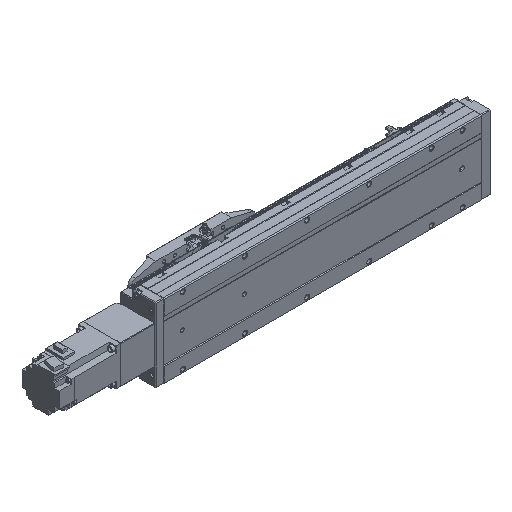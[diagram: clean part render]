
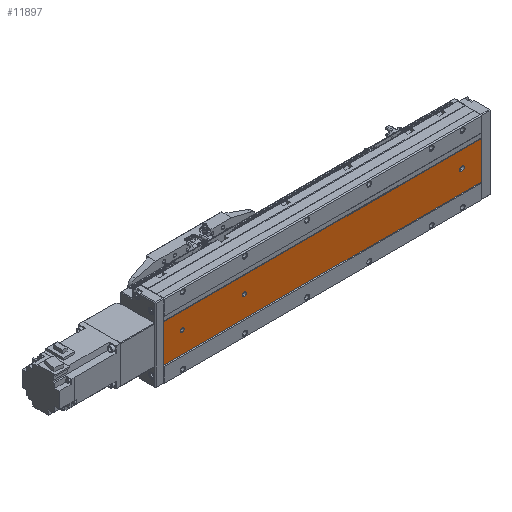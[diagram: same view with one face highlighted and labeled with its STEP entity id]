
A CAD part, isometric view. The second image highlights one B-rep face of the part: STEP entity #11897.
In plain terms, the highlighted planar face has unit normal (0, -1, 0).
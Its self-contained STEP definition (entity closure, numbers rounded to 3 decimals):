
#369 = VERTEX_POINT ( 'NONE', #23681 ) ;
#578 = EDGE_CURVE ( 'NONE', #369, #17417, #19348, .T. ) ;
#606 = CARTESIAN_POINT ( 'NONE',  ( 479., 1., 3. ) ) ;
#665 = VECTOR ( 'NONE', #8314, 1000. ) ;
#849 = DIRECTION ( 'NONE',  ( -1., 0., 0. ) ) ;
#1959 = EDGE_CURVE ( 'NONE', #8666, #41755, #36647, .T. ) ;
#2712 = LINE ( 'NONE', #15936, #8359 ) ;
#3685 = EDGE_CURVE ( 'NONE', #39885, #369, #41255, .T. ) ;
#3904 = EDGE_CURVE ( 'NONE', #41755, #5454, #34029, .T. ) ;
#4224 = VERTEX_POINT ( 'NONE', #12980 ) ;
#5190 = ORIENTED_EDGE ( 'NONE', *, *, #8518, .F. ) ;
#5454 = VERTEX_POINT ( 'NONE', #8490 ) ;
#5471 = DIRECTION ( 'NONE',  ( 0., -1., 0. ) ) ;
#5949 = DIRECTION ( 'NONE',  ( 0., 0., 1. ) ) ;
#6088 = DIRECTION ( 'NONE',  ( 0., -1., 0. ) ) ;
#6089 = EDGE_CURVE ( 'NONE', #19723, #4224, #37486, .T. ) ;
#6139 = VERTEX_POINT ( 'NONE', #606 ) ;
#6343 = CARTESIAN_POINT ( 'NONE',  ( 511., 1., -34. ) ) ;
#6471 = EDGE_LOOP ( 'NONE', ( #7244, #12217 ) ) ;
#6652 = EDGE_CURVE ( 'NONE', #4224, #19723, #7033, .T. ) ;
#6719 = CARTESIAN_POINT ( 'NONE',  ( 0., 1., 26.542 ) ) ;
#7033 = CIRCLE ( 'NONE', #13305, 3. ) ;
#7073 = CIRCLE ( 'NONE', #16769, 3. ) ;
#7077 = AXIS2_PLACEMENT_3D ( 'NONE', #36677, #23442, #26499 ) ;
#7244 = ORIENTED_EDGE ( 'NONE', *, *, #6089, .F. ) ;
#7335 = LINE ( 'NONE', #20779, #21519 ) ;
#7607 = ORIENTED_EDGE ( 'NONE', *, *, #18703, .F. ) ;
#7784 = CARTESIAN_POINT ( 'NONE',  ( 511., 1., -34. ) ) ;
#7939 = CARTESIAN_POINT ( 'NONE',  ( 481., 1., 3. ) ) ;
#8314 = DIRECTION ( 'NONE',  ( 1., 0., 0. ) ) ;
#8359 = VECTOR ( 'NONE', #28516, 1000. ) ;
#8490 = CARTESIAN_POINT ( 'NONE',  ( 0., 1., -34. ) ) ;
#8518 = EDGE_CURVE ( 'NONE', #17417, #6139, #7335, .T. ) ;
#8666 = VERTEX_POINT ( 'NONE', #28583 ) ;
#8835 = AXIS2_PLACEMENT_3D ( 'NONE', #15285, #41507, #5949 ) ;
#9203 = VECTOR ( 'NONE', #26882, 1000. ) ;
#9659 = AXIS2_PLACEMENT_3D ( 'NONE', #35797, #6088, #16275 ) ;
#9892 = ORIENTED_EDGE ( 'NONE', *, *, #1959, .F. ) ;
#11897 = ADVANCED_FACE ( 'NONE', ( #12854, #33433, #26907, #16520 ), #19975, .F. ) ;
#12217 = ORIENTED_EDGE ( 'NONE', *, *, #6652, .F. ) ;
#12421 = DIRECTION ( 'NONE',  ( 0., 0., 1. ) ) ;
#12854 = FACE_OUTER_BOUND ( 'NONE', #25470, .T. ) ;
#12980 = CARTESIAN_POINT ( 'NONE',  ( 130., 1., 3. ) ) ;
#13073 = DIRECTION ( 'NONE',  ( 0., -1., 0. ) ) ;
#13305 = AXIS2_PLACEMENT_3D ( 'NONE', #18474, #5471, #34749 ) ;
#13443 = EDGE_CURVE ( 'NONE', #15849, #37849, #7073, .T. ) ;
#13548 = ORIENTED_EDGE ( 'NONE', *, *, #28252, .F. ) ;
#14342 = CIRCLE ( 'NONE', #8835, 3. ) ;
#14437 = ORIENTED_EDGE ( 'NONE', *, *, #23498, .T. ) ;
#15285 = CARTESIAN_POINT ( 'NONE',  ( 30., 1., 0. ) ) ;
#15667 = VERTEX_POINT ( 'NONE', #6719 ) ;
#15782 = CIRCLE ( 'NONE', #25465, 3. ) ;
#15849 = VERTEX_POINT ( 'NONE', #21008 ) ;
#15936 = CARTESIAN_POINT ( 'NONE',  ( 0., 1., 26.542 ) ) ;
#16275 = DIRECTION ( 'NONE',  ( 0., 0., 1. ) ) ;
#16520 = FACE_BOUND ( 'NONE', #25240, .T. ) ;
#16652 = CARTESIAN_POINT ( 'NONE',  ( 511., 1., 26.542 ) ) ;
#16769 = AXIS2_PLACEMENT_3D ( 'NONE', #26074, #13073, #12421 ) ;
#17247 = CARTESIAN_POINT ( 'NONE',  ( 479., 1., 0. ) ) ;
#17417 = VERTEX_POINT ( 'NONE', #7939 ) ;
#17959 = VECTOR ( 'NONE', #23839, 1000. ) ;
#18474 = CARTESIAN_POINT ( 'NONE',  ( 130., 1., 0. ) ) ;
#18703 = EDGE_CURVE ( 'NONE', #6139, #39885, #15782, .T. ) ;
#19348 = CIRCLE ( 'NONE', #9659, 3. ) ;
#19489 = AXIS2_PLACEMENT_3D ( 'NONE', #26837, #29906, #40057 ) ;
#19723 = VERTEX_POINT ( 'NONE', #21191 ) ;
#19975 = PLANE ( 'NONE',  #7077 ) ;
#20685 = ORIENTED_EDGE ( 'NONE', *, *, #3904, .F. ) ;
#20779 = CARTESIAN_POINT ( 'NONE',  ( 511., 1., 3. ) ) ;
#21008 = CARTESIAN_POINT ( 'NONE',  ( 30., 1., -3. ) ) ;
#21191 = CARTESIAN_POINT ( 'NONE',  ( 130., 1., -3. ) ) ;
#21519 = VECTOR ( 'NONE', #849, 1000. ) ;
#23329 = DIRECTION ( 'NONE',  ( 0., 0., 1. ) ) ;
#23442 = DIRECTION ( 'NONE',  ( 0., 1., 0. ) ) ;
#23498 = EDGE_CURVE ( 'NONE', #15667, #5454, #2712, .T. ) ;
#23681 = CARTESIAN_POINT ( 'NONE',  ( 481., 1., -3. ) ) ;
#23839 = DIRECTION ( 'NONE',  ( -1., 0., 0. ) ) ;
#23916 = ORIENTED_EDGE ( 'NONE', *, *, #578, .F. ) ;
#24268 = CARTESIAN_POINT ( 'NONE',  ( 511., 1., 26.542 ) ) ;
#25240 = EDGE_LOOP ( 'NONE', ( #38540, #7607, #5190, #23916 ) ) ;
#25465 = AXIS2_PLACEMENT_3D ( 'NONE', #17247, #33732, #23329 ) ;
#25470 = EDGE_LOOP ( 'NONE', ( #14437, #20685, #9892, #41426 ) ) ;
#26074 = CARTESIAN_POINT ( 'NONE',  ( 30., 1., 0. ) ) ;
#26417 = LINE ( 'NONE', #16652, #42036 ) ;
#26499 = DIRECTION ( 'NONE',  ( 1., 0., 0. ) ) ;
#26623 = CARTESIAN_POINT ( 'NONE',  ( 479., 1., -3. ) ) ;
#26837 = CARTESIAN_POINT ( 'NONE',  ( 130., 1., 0. ) ) ;
#26882 = DIRECTION ( 'NONE',  ( 0., 0., -1. ) ) ;
#26907 = FACE_BOUND ( 'NONE', #6471, .T. ) ;
#28252 = EDGE_CURVE ( 'NONE', #37849, #15849, #14342, .T. ) ;
#28516 = DIRECTION ( 'NONE',  ( 0., 0., -1. ) ) ;
#28583 = CARTESIAN_POINT ( 'NONE',  ( 511., 1., 26.542 ) ) ;
#29487 = EDGE_CURVE ( 'NONE', #8666, #15667, #26417, .T. ) ;
#29906 = DIRECTION ( 'NONE',  ( 0., -1., 0. ) ) ;
#32923 = DIRECTION ( 'NONE',  ( -1., 0., 0. ) ) ;
#33241 = CARTESIAN_POINT ( 'NONE',  ( 30., 1., 3. ) ) ;
#33433 = FACE_BOUND ( 'NONE', #38069, .T. ) ;
#33732 = DIRECTION ( 'NONE',  ( 0., -1., 0. ) ) ;
#34029 = LINE ( 'NONE', #7784, #17959 ) ;
#34749 = DIRECTION ( 'NONE',  ( 0., 0., 1. ) ) ;
#35797 = CARTESIAN_POINT ( 'NONE',  ( 481., 1., 0. ) ) ;
#36647 = LINE ( 'NONE', #24268, #9203 ) ;
#36677 = CARTESIAN_POINT ( 'NONE',  ( 511., 1., 26.542 ) ) ;
#37486 = CIRCLE ( 'NONE', #19489, 3. ) ;
#37795 = CARTESIAN_POINT ( 'NONE',  ( 511., 1., -3. ) ) ;
#37849 = VERTEX_POINT ( 'NONE', #33241 ) ;
#38069 = EDGE_LOOP ( 'NONE', ( #38714, #13548 ) ) ;
#38540 = ORIENTED_EDGE ( 'NONE', *, *, #3685, .F. ) ;
#38714 = ORIENTED_EDGE ( 'NONE', *, *, #13443, .F. ) ;
#39885 = VERTEX_POINT ( 'NONE', #26623 ) ;
#40057 = DIRECTION ( 'NONE',  ( 0., 0., 1. ) ) ;
#41255 = LINE ( 'NONE', #37795, #665 ) ;
#41426 = ORIENTED_EDGE ( 'NONE', *, *, #29487, .T. ) ;
#41507 = DIRECTION ( 'NONE',  ( 0., -1., 0. ) ) ;
#41755 = VERTEX_POINT ( 'NONE', #6343 ) ;
#42036 = VECTOR ( 'NONE', #32923, 1000. ) ;
